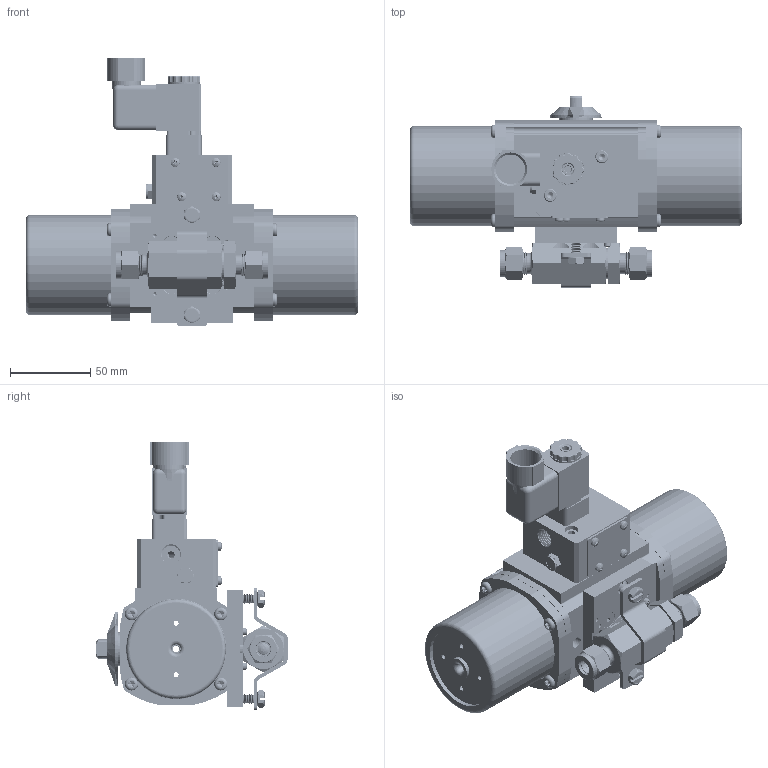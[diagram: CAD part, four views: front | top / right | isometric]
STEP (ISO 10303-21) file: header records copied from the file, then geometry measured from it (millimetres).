
FILE_DESCRIPTION (( 'STEP AP203' ), '1' );
FILE_NAME ('8204XXC6A512SR3GPDC.step', '2018-04-19T16:48:28', ( '' ), ( '' ), 'SwSTEP 2.0', 'SolidWorks 2017', '' );
FILE_SCHEMA (( 'CONFIG_CONTROL_DESIGN' ));
Length unit declared in the file: inch
Products named in the file (1): 8204XXC6A512SR3GPDC
Bounding box: 206.38 x 118.74 x 166.89 mm (x, y, z)
Volume: 551273.6 mm3; surface area: 244386.3 mm2
Topology: 68 solids, 68 shells, 5049 faces, 13162 edges, 8255 vertices
Faces by surface type: cylinder 2537, cone 1327, plane 849, torus 183, bspline 135, sphere 18
Entity records: 193274 total; most frequent: CARTESIAN_POINT 74387, ORIENTED_EDGE 26004, DIRECTION 24885, EDGE_CURVE 13002, AXIS2_PLACEMENT_3D 9968, VERTEX_POINT 8251, EDGE_LOOP 5431, CIRCLE 5053
